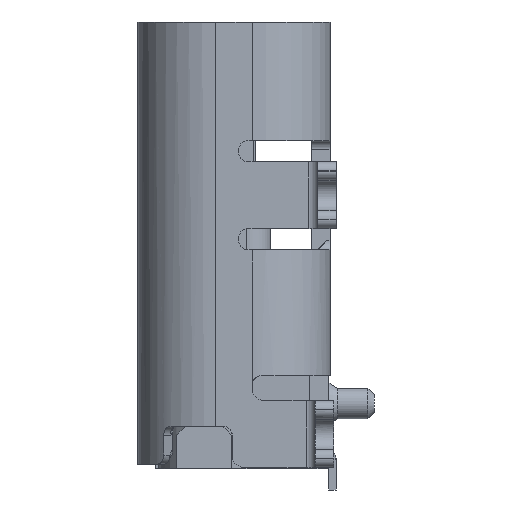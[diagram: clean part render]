
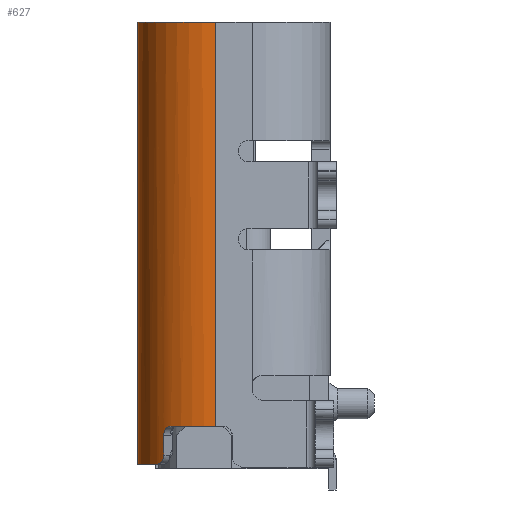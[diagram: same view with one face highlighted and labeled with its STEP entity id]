
A CAD part, left-side view. The second image highlights one B-rep face of the part: STEP entity #627.
In plain terms, the highlighted cylindrical face has radius 1.28 mm (diameter 2.56 mm), a partial arc.
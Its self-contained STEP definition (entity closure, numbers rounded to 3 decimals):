
#627=ADVANCED_FACE('NONE',(#1816),#1817,.T.);
#1816=FACE_OUTER_BOUND('',#3575,.T.);
#1817=CYLINDRICAL_SURFACE('',#3576,1.28);
#3575=EDGE_LOOP('',(#5841,#5842,#5843,#5844,#5845,#5846,#5847,#5848));
#3576=AXIS2_PLACEMENT_3D('',#5849,#5850,#5851);
#5841=ORIENTED_EDGE('',*,*,#11784,.F.);
#5842=ORIENTED_EDGE('',*,*,#11785,.T.);
#5843=ORIENTED_EDGE('',*,*,#11786,.T.);
#5844=ORIENTED_EDGE('',*,*,#11787,.F.);
#5845=ORIENTED_EDGE('',*,*,#11788,.F.);
#5846=ORIENTED_EDGE('',*,*,#11789,.F.);
#5847=ORIENTED_EDGE('',*,*,#11790,.F.);
#5848=ORIENTED_EDGE('',*,*,#11791,.F.);
#5849=CARTESIAN_POINT('',(-3.19,1.98,-7.319));
#5850=DIRECTION('',(0.0,0.,-1.0));
#5851=DIRECTION('',(1.0,0.0,0.0));
#11784=EDGE_CURVE('NONE',#14679,#14680,#14681,.T.);
#11785=EDGE_CURVE('NONE',#14679,#14682,#14683,.T.);
#11786=EDGE_CURVE('NONE',#14682,#14684,#14685,.T.);
#11787=EDGE_CURVE('NONE',#14686,#14684,#14687,.T.);
#11788=EDGE_CURVE('NONE',#14688,#14686,#14689,.T.);
#11789=EDGE_CURVE('NONE',#14690,#14688,#14691,.T.);
#11790=EDGE_CURVE('NONE',#14692,#14690,#14693,.T.);
#11791=EDGE_CURVE('NONE',#14680,#14692,#14694,.T.);
#14679=VERTEX_POINT('NONE',#20535);
#14680=VERTEX_POINT('NONE',#20536);
#14681=LINE('',#20537,#20538);
#14682=VERTEX_POINT('NONE',#20539);
#14683=CIRCLE('',#20540,1.28);
#14684=VERTEX_POINT('NONE',#20541);
#14685=B_SPLINE_CURVE_WITH_KNOTS('',3,(#20542,#20543,#20544,#20545),.UNSPECIFIED.,.F.,.F.,(4,4),(0.0,1.0),.UNSPECIFIED.);
#14686=VERTEX_POINT('NONE',#20546);
#14687=CIRCLE('',#20547,1.28);
#14688=VERTEX_POINT('NONE',#20548);
#14689=B_SPLINE_CURVE_WITH_KNOTS('',3,(#20549,#20550,#20551,#20552,#20553,#20554,#20555,#20556,#20557,#20558,#20559,#20560,#20561,#20562,#20563,#20564),.UNSPECIFIED.,.F.,.F.,(4,3,3,3,3,4),(0.0,0.,0.,0.,0.,0.),.UNSPECIFIED.);
#14690=VERTEX_POINT('NONE',#20565);
#14691=LINE('',#20566,#20567);
#14692=VERTEX_POINT('NONE',#20568);
#14693=B_SPLINE_CURVE_WITH_KNOTS('',3,(#20569,#20570,#20571,#20572,#20573,#20574,#20575,#20576,#20577,#20578,#20579,#20580,#20581,#20582,#20583,#20584),.UNSPECIFIED.,.F.,.F.,(4,3,3,3,3,4),(0.0,0.,0.,0.,0.,0.),.UNSPECIFIED.);
#14694=CIRCLE('',#20585,1.28);
#20535=CARTESIAN_POINT('',(-4.47,1.98,0.));
#20536=CARTESIAN_POINT('',(-4.47,1.98,-6.65));
#20537=CARTESIAN_POINT('',(-4.47,1.98,-3.638));
#20538=VECTOR('',#26789,1000.0);
#20539=CARTESIAN_POINT('',(-3.19,3.26,0.));
#20540=AXIS2_PLACEMENT_3D('',#26790,#26791,#26792);
#20541=CARTESIAN_POINT('',(-3.19,3.26,-7.275));
#20542=CARTESIAN_POINT('',(-3.19,3.26,0.));
#20543=CARTESIAN_POINT('',(-3.19,3.26,-2.425));
#20544=CARTESIAN_POINT('',(-3.19,3.26,-4.85));
#20545=CARTESIAN_POINT('',(-3.19,3.26,-7.275));
#20546=CARTESIAN_POINT('',(-4.031,2.945,-7.275));
#20547=AXIS2_PLACEMENT_3D('',#26793,#26794,#26795);
#20548=CARTESIAN_POINT('',(-4.143,2.835,-7.125));
#20549=CARTESIAN_POINT('',(-4.143,2.835,-7.125));
#20550=CARTESIAN_POINT('',(-4.143,2.835,-7.141));
#20551=CARTESIAN_POINT('',(-4.141,2.837,-7.158));
#20552=CARTESIAN_POINT('',(-4.137,2.841,-7.174));
#20553=CARTESIAN_POINT('',(-4.133,2.845,-7.189));
#20554=CARTESIAN_POINT('',(-4.128,2.851,-7.204));
#20555=CARTESIAN_POINT('',(-4.121,2.859,-7.217));
#20556=CARTESIAN_POINT('',(-4.114,2.866,-7.23));
#20557=CARTESIAN_POINT('',(-4.105,2.875,-7.241));
#20558=CARTESIAN_POINT('',(-4.095,2.885,-7.25));
#20559=CARTESIAN_POINT('',(-4.085,2.895,-7.259));
#20560=CARTESIAN_POINT('',(-4.074,2.906,-7.266));
#20561=CARTESIAN_POINT('',(-4.062,2.917,-7.27));
#20562=CARTESIAN_POINT('',(-4.052,2.927,-7.273));
#20563=CARTESIAN_POINT('',(-4.041,2.936,-7.275));
#20564=CARTESIAN_POINT('',(-4.031,2.945,-7.275));
#20565=CARTESIAN_POINT('',(-4.143,2.835,-6.8));
#20566=CARTESIAN_POINT('',(-4.143,2.835,-3.638));
#20567=VECTOR('',#26796,1000.0);
#20568=CARTESIAN_POINT('',(-4.237,2.716,-6.65));
#20569=CARTESIAN_POINT('',(-4.237,2.716,-6.65));
#20570=CARTESIAN_POINT('',(-4.227,2.73,-6.65));
#20571=CARTESIAN_POINT('',(-4.217,2.744,-6.653));
#20572=CARTESIAN_POINT('',(-4.207,2.757,-6.659));
#20573=CARTESIAN_POINT('',(-4.198,2.769,-6.664));
#20574=CARTESIAN_POINT('',(-4.188,2.781,-6.673));
#20575=CARTESIAN_POINT('',(-4.18,2.792,-6.683));
#20576=CARTESIAN_POINT('',(-4.171,2.802,-6.694));
#20577=CARTESIAN_POINT('',(-4.164,2.811,-6.707));
#20578=CARTESIAN_POINT('',(-4.158,2.818,-6.721));
#20579=CARTESIAN_POINT('',(-4.152,2.825,-6.736));
#20580=CARTESIAN_POINT('',(-4.147,2.83,-6.752));
#20581=CARTESIAN_POINT('',(-4.145,2.832,-6.769));
#20582=CARTESIAN_POINT('',(-4.143,2.834,-6.779));
#20583=CARTESIAN_POINT('',(-4.143,2.835,-6.789));
#20584=CARTESIAN_POINT('',(-4.143,2.835,-6.8));
#20585=AXIS2_PLACEMENT_3D('',#26797,#26798,#26799);
#26789=DIRECTION('',(-0.0,-0.0,-1.0));
#26790=CARTESIAN_POINT('',(-3.19,1.98,0.0));
#26791=DIRECTION('',(0.,0.,-1.0));
#26792=DIRECTION('',(1.0,0.,0.));
#26793=CARTESIAN_POINT('',(-3.19,1.98,-7.275));
#26794=DIRECTION('',(0.0,0.0,-1.0));
#26795=DIRECTION('',(1.0,0.,0.0));
#26796=DIRECTION('',(-0.0,-0.0,-1.0));
#26797=CARTESIAN_POINT('',(-3.19,1.98,-6.65));
#26798=DIRECTION('',(0.0,0.0,-1.0));
#26799=DIRECTION('',(1.0,0.0,0.0));
